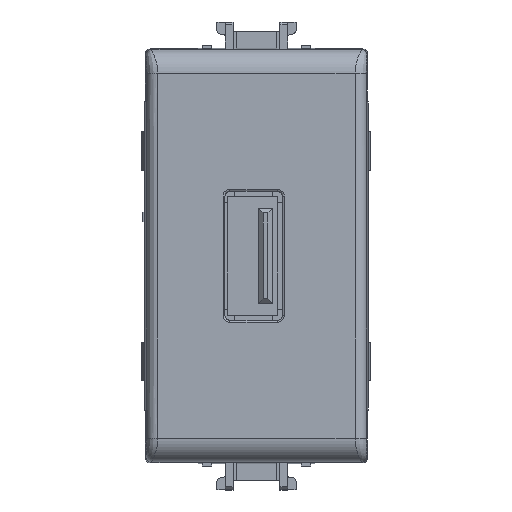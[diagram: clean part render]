
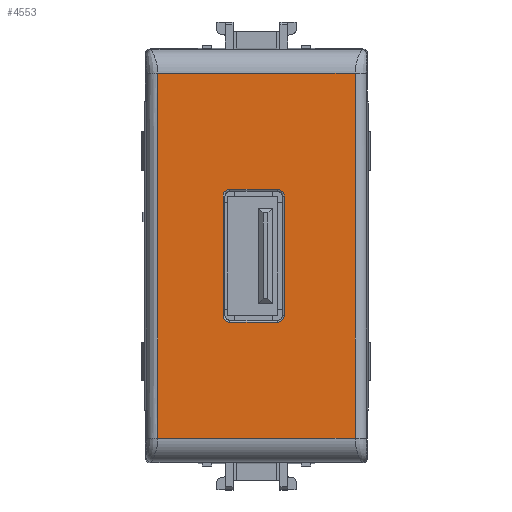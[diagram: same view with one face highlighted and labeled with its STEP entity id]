
A CAD part, top view. The second image highlights one B-rep face of the part: STEP entity #4553.
In plain terms, the highlighted planar face has unit normal (0, 0, 1).
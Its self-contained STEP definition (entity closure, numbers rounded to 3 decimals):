
#9 = ORIENTED_EDGE ( 'NONE', *, *, #4501, .T. ) ;
#466 = VERTEX_POINT ( 'NONE', #24264 ) ;
#697 = VERTEX_POINT ( 'NONE', #1875 ) ;
#822 = EDGE_CURVE ( 'NONE', #5055, #697, #9507, .T. ) ;
#975 = ORIENTED_EDGE ( 'NONE', *, *, #17233, .T. ) ;
#1052 = CARTESIAN_POINT ( 'NONE',  ( -21.4, 6.95, 11. ) ) ;
#1060 = CARTESIAN_POINT ( 'NONE',  ( -20.7, 6.25, 11. ) ) ;
#1087 = ORIENTED_EDGE ( 'NONE', *, *, #10425, .T. ) ;
#1230 = ORIENTED_EDGE ( 'NONE', *, *, #25630, .T. ) ;
#1369 = CARTESIAN_POINT ( 'NONE',  ( -33.929, -19.101, 11. ) ) ;
#1399 = EDGE_CURVE ( 'NONE', #8585, #5055, #24067, .T. ) ;
#1625 = DIRECTION ( 'NONE',  ( 0., 1., 0. ) ) ;
#1875 = CARTESIAN_POINT ( 'NONE',  ( -33.929, 19.101, 11. ) ) ;
#1908 = CARTESIAN_POINT ( 'NONE',  ( -27.1, 6.25, 11. ) ) ;
#2179 = FACE_OUTER_BOUND ( 'NONE', #24278, .T. ) ;
#2279 = CARTESIAN_POINT ( 'NONE',  ( -20.7, -6.25, 11. ) ) ;
#2720 = CARTESIAN_POINT ( 'NONE',  ( -13.28, 19.101, 11. ) ) ;
#2811 = DIRECTION ( 'NONE',  ( 0., 0., -1. ) ) ;
#2839 = B_SPLINE_CURVE_WITH_KNOTS ( 'NONE', 3,
 ( #10022, #9834, #27298, #1369 ),
 .UNSPECIFIED., .F., .F.,
 ( 4, 4 ),
 ( 0.003, 0.041 ),
 .UNSPECIFIED. ) ;
#4420 = EDGE_CURVE ( 'NONE', #15474, #25606, #18841, .T. ) ;
#4501 = EDGE_CURVE ( 'NONE', #25606, #24727, #13363, .T. ) ;
#4553 = ADVANCED_FACE ( '��21', ( #2179, #8642 ), #11748, .T. ) ;
#5055 = VERTEX_POINT ( 'NONE', #2720 ) ;
#5170 = CARTESIAN_POINT ( 'NONE',  ( -26.4, 6.25, 11. ) ) ;
#5275 = VECTOR ( 'NONE', #25713, 1000. ) ;
#5348 = ORIENTED_EDGE ( 'NONE', *, *, #24967, .T. ) ;
#5357 = LINE ( 'NONE', #21497, #12484 ) ;
#5468 = CIRCLE ( 'NONE', #15922, 0.7 ) ;
#6573 = VECTOR ( 'NONE', #13378, 1000. ) ;
#6848 = ORIENTED_EDGE ( 'NONE', *, *, #4420, .T. ) ;
#7079 = CARTESIAN_POINT ( 'NONE',  ( -26.4, -6.95, 11. ) ) ;
#7690 = DIRECTION ( 'NONE',  ( -1., 0., 0. ) ) ;
#8543 = DIRECTION ( 'NONE',  ( 1., 0., 0. ) ) ;
#8585 = VERTEX_POINT ( 'NONE', #13714 ) ;
#8642 = FACE_BOUND ( 'NONE', #26189, .T. ) ;
#8738 = EDGE_CURVE ( 'NONE', #8585, #13511, #17533, .T. ) ;
#8890 = VERTEX_POINT ( 'NONE', #17716 ) ;
#9192 = VERTEX_POINT ( 'NONE', #7079 ) ;
#9291 = DIRECTION ( 'NONE',  ( 1., 0., 0. ) ) ;
#9507 = LINE ( 'NONE', #21565, #27850 ) ;
#9834 = CARTESIAN_POINT ( 'NONE',  ( -33.929, 6.367, 11. ) ) ;
#10022 = CARTESIAN_POINT ( 'NONE',  ( -33.929, 19.101, 11. ) ) ;
#10111 = DIRECTION ( 'NONE',  ( 1., 0., 0. ) ) ;
#10425 = EDGE_CURVE ( 'NONE', #8890, #466, #23305, .T. ) ;
#10446 = CIRCLE ( 'NONE', #17958, 0.7 ) ;
#11748 = PLANE ( 'NONE',  #22057 ) ;
#11994 = DIRECTION ( 'NONE',  ( -1., 0., 0. ) ) ;
#12366 = VERTEX_POINT ( 'NONE', #28162 ) ;
#12484 = VECTOR ( 'NONE', #8543, 1000. ) ;
#13363 = CIRCLE ( 'NONE', #20759, 0.7 ) ;
#13378 = DIRECTION ( 'NONE',  ( 0., -1., 0. ) ) ;
#13511 = VERTEX_POINT ( 'NONE', #26283 ) ;
#13714 = CARTESIAN_POINT ( 'NONE',  ( -13.28, -19.101, 11. ) ) ;
#14871 = DIRECTION ( 'NONE',  ( -1., 0., 0. ) ) ;
#15158 = ORIENTED_EDGE ( 'NONE', *, *, #23172, .T. ) ;
#15474 = VERTEX_POINT ( 'NONE', #1060 ) ;
#15703 = VECTOR ( 'NONE', #7690, 1000. ) ;
#15922 = AXIS2_PLACEMENT_3D ( 'NONE', #23226, #19045, #10111 ) ;
#16032 = DIRECTION ( 'NONE',  ( 0., 0., 1. ) ) ;
#17233 = EDGE_CURVE ( 'NONE', #24727, #9192, #21531, .T. ) ;
#17292 = ORIENTED_EDGE ( 'NONE', *, *, #1399, .T. ) ;
#17533 = LINE ( 'NONE', #24984, #19614 ) ;
#17716 = CARTESIAN_POINT ( 'NONE',  ( -27.1, -6.25, 11. ) ) ;
#17787 = DIRECTION ( 'NONE',  ( 1., 0., 0. ) ) ;
#17931 = DIRECTION ( 'NONE',  ( 1., 0., 0. ) ) ;
#17958 = AXIS2_PLACEMENT_3D ( 'NONE', #5170, #26519, #17787 ) ;
#18092 = DIRECTION ( 'NONE',  ( 1., 0., 0. ) ) ;
#18841 = LINE ( 'NONE', #2279, #6573 ) ;
#19045 = DIRECTION ( 'NONE',  ( 0., 0., -1. ) ) ;
#19614 = VECTOR ( 'NONE', #11994, 1000. ) ;
#20036 = VECTOR ( 'NONE', #1625, 1000. ) ;
#20759 = AXIS2_PLACEMENT_3D ( 'NONE', #24739, #22612, #17931 ) ;
#20919 = CARTESIAN_POINT ( 'NONE',  ( -20.7, -6.25, 11. ) ) ;
#20964 = ORIENTED_EDGE ( 'NONE', *, *, #822, .T. ) ;
#21294 = ORIENTED_EDGE ( 'NONE', *, *, #23400, .T. ) ;
#21497 = CARTESIAN_POINT ( 'NONE',  ( -21.4, 6.95, 11. ) ) ;
#21531 = LINE ( 'NONE', #25159, #15703 ) ;
#21565 = CARTESIAN_POINT ( 'NONE',  ( -10.5, 19.101, 11. ) ) ;
#22057 = AXIS2_PLACEMENT_3D ( 'NONE', #26564, #16032, #9291 ) ;
#22391 = CARTESIAN_POINT ( 'NONE',  ( -21.4, 6.25, 11. ) ) ;
#22612 = DIRECTION ( 'NONE',  ( 0., 0., -1. ) ) ;
#23172 = EDGE_CURVE ( 'NONE', #28150, #15474, #27887, .T. ) ;
#23226 = CARTESIAN_POINT ( 'NONE',  ( -26.4, -6.25, 11. ) ) ;
#23305 = LINE ( 'NONE', #1908, #5275 ) ;
#23336 = EDGE_CURVE ( 'NONE', #697, #13511, #2839, .T. ) ;
#23400 = EDGE_CURVE ( 'NONE', #9192, #8890, #5468, .T. ) ;
#23429 = CARTESIAN_POINT ( 'NONE',  ( -21.4, -6.95, 11. ) ) ;
#24067 = LINE ( 'NONE', #27353, #20036 ) ;
#24264 = CARTESIAN_POINT ( 'NONE',  ( -27.1, 6.25, 11. ) ) ;
#24278 = EDGE_LOOP ( 'NONE', ( #26573, #17292, #20964, #25517 ) ) ;
#24727 = VERTEX_POINT ( 'NONE', #23429 ) ;
#24739 = CARTESIAN_POINT ( 'NONE',  ( -21.4, -6.25, 11. ) ) ;
#24800 = AXIS2_PLACEMENT_3D ( 'NONE', #22391, #2811, #18092 ) ;
#24967 = EDGE_CURVE ( 'NONE', #466, #12366, #10446, .T. ) ;
#24984 = CARTESIAN_POINT ( 'NONE',  ( -10.5, -19.101, 11. ) ) ;
#25159 = CARTESIAN_POINT ( 'NONE',  ( -26.4, -6.95, 11. ) ) ;
#25517 = ORIENTED_EDGE ( 'NONE', *, *, #23336, .T. ) ;
#25606 = VERTEX_POINT ( 'NONE', #20919 ) ;
#25630 = EDGE_CURVE ( 'NONE', #12366, #28150, #5357, .T. ) ;
#25713 = DIRECTION ( 'NONE',  ( 0., 1., 0. ) ) ;
#26189 = EDGE_LOOP ( 'NONE', ( #1230, #15158, #6848, #9, #975, #21294, #1087, #5348 ) ) ;
#26283 = CARTESIAN_POINT ( 'NONE',  ( -33.929, -19.101, 11. ) ) ;
#26519 = DIRECTION ( 'NONE',  ( 0., 0., -1. ) ) ;
#26564 = CARTESIAN_POINT ( 'NONE',  ( 0., 0., 11. ) ) ;
#26573 = ORIENTED_EDGE ( 'NONE', *, *, #8738, .F. ) ;
#27298 = CARTESIAN_POINT ( 'NONE',  ( -33.929, -6.367, 11. ) ) ;
#27353 = CARTESIAN_POINT ( 'NONE',  ( -13.28, 19.101, 11. ) ) ;
#27850 = VECTOR ( 'NONE', #14871, 1000. ) ;
#27887 = CIRCLE ( 'NONE', #24800, 0.7 ) ;
#28150 = VERTEX_POINT ( 'NONE', #1052 ) ;
#28162 = CARTESIAN_POINT ( 'NONE',  ( -26.4, 6.95, 11. ) ) ;
